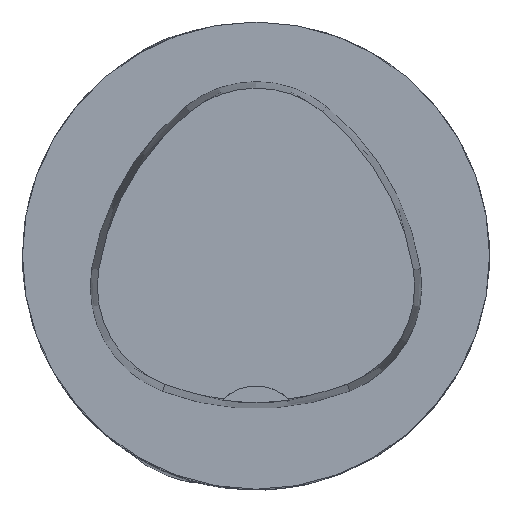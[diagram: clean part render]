
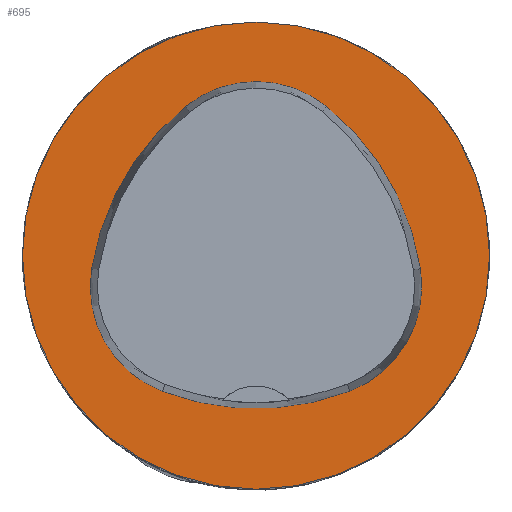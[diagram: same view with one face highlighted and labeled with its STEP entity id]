
A CAD part, top view. The second image highlights one B-rep face of the part: STEP entity #695.
In plain terms, the highlighted planar face has unit normal (0, 0, 1).
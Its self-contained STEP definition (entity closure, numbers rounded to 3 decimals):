
#205=FACE_BOUND('',#1603,.T.);
#206=FACE_BOUND('',#1604,.T.);
#279=CIRCLE('',#5784,25.);
#282=CIRCLE('',#5801,28.);
#284=CIRCLE('',#5804,12.);
#286=CIRCLE('',#5807,28.);
#288=CIRCLE('',#5810,12.);
#292=CIRCLE('',#5815,28.);
#294=CIRCLE('',#5818,12.);
#695=ADVANCED_FACE('',(#205,#206),#1010,.T.);
#1010=PLANE('',#5823);
#1603=EDGE_LOOP('',(#2051,#2052,#2053,#2054,#2055,#2056));
#1604=EDGE_LOOP('',(#2057));
#2051=ORIENTED_EDGE('',*,*,#4238,.T.);
#2052=ORIENTED_EDGE('',*,*,#4218,.T.);
#2053=ORIENTED_EDGE('',*,*,#4222,.T.);
#2054=ORIENTED_EDGE('',*,*,#4225,.T.);
#2055=ORIENTED_EDGE('',*,*,#4228,.T.);
#2056=ORIENTED_EDGE('',*,*,#4236,.T.);
#2057=ORIENTED_EDGE('',*,*,#4187,.F.);
#3623=VERTEX_POINT('',#7825);
#3654=VERTEX_POINT('',#7979);
#3655=VERTEX_POINT('',#7980);
#3658=VERTEX_POINT('',#7988);
#3660=VERTEX_POINT('',#7994);
#3662=VERTEX_POINT('',#8000);
#3669=VERTEX_POINT('',#8021);
#4187=EDGE_CURVE('',#3623,#3623,#279,.T.);
#4218=EDGE_CURVE('',#3654,#3655,#282,.T.);
#4222=EDGE_CURVE('',#3655,#3658,#284,.T.);
#4225=EDGE_CURVE('',#3658,#3660,#286,.T.);
#4228=EDGE_CURVE('',#3660,#3662,#288,.T.);
#4236=EDGE_CURVE('',#3662,#3669,#292,.T.);
#4238=EDGE_CURVE('',#3669,#3654,#294,.T.);
#5784=AXIS2_PLACEMENT_3D('',#7824,#6369,#6370);
#5801=AXIS2_PLACEMENT_3D('',#7978,#6415,#6416);
#5804=AXIS2_PLACEMENT_3D('',#7987,#6423,#6424);
#5807=AXIS2_PLACEMENT_3D('',#7993,#6430,#6431);
#5810=AXIS2_PLACEMENT_3D('',#7999,#6437,#6438);
#5815=AXIS2_PLACEMENT_3D('',#8022,#6449,#6450);
#5818=AXIS2_PLACEMENT_3D('',#8025,#6455,#6456);
#5823=AXIS2_PLACEMENT_3D('',#8030,#6465,#6466);
#6369=DIRECTION('',(0.,0.,-1.));
#6370=DIRECTION('',(-1.,0.,0.));
#6415=DIRECTION('',(0.,0.,-1.));
#6416=DIRECTION('',(-1.,0.,0.));
#6423=DIRECTION('',(0.,0.,-1.));
#6424=DIRECTION('',(-1.,0.,0.));
#6430=DIRECTION('',(0.,0.,-1.));
#6431=DIRECTION('',(-1.,0.,0.));
#6437=DIRECTION('',(0.,0.,-1.));
#6438=DIRECTION('',(-1.,0.,0.));
#6449=DIRECTION('',(0.,0.,-1.));
#6450=DIRECTION('',(-1.,0.,0.));
#6455=DIRECTION('',(0.,0.,-1.));
#6456=DIRECTION('',(-1.,0.,0.));
#6465=DIRECTION('',(0.,0.,1.));
#6466=DIRECTION('',(1.,0.,0.));
#7824=CARTESIAN_POINT('',(0.,0.,0.));
#7825=CARTESIAN_POINT('',(-25.,0.,0.));
#7978=CARTESIAN_POINT('',(10.068,-5.824,0.));
#7979=CARTESIAN_POINT('',(-17.584,-1.424,0.));
#7980=CARTESIAN_POINT('',(-7.531,15.953,0.));
#7987=CARTESIAN_POINT('',(0.011,6.62,0.));
#7988=CARTESIAN_POINT('',(7.567,15.942,0.));
#7993=CARTESIAN_POINT('',(-10.063,-5.81,0.));
#7994=CARTESIAN_POINT('',(17.59,-1.418,0.));
#7999=CARTESIAN_POINT('',(5.739,-3.3,0.));
#8000=CARTESIAN_POINT('',(10.05,-14.499,0.));
#8021=CARTESIAN_POINT('',(-10.025,-14.516,0.));
#8022=CARTESIAN_POINT('',(-0.01,11.631,0.));
#8025=CARTESIAN_POINT('',(-5.733,-3.31,0.));
#8030=CARTESIAN_POINT('',(0.,0.,0.));
